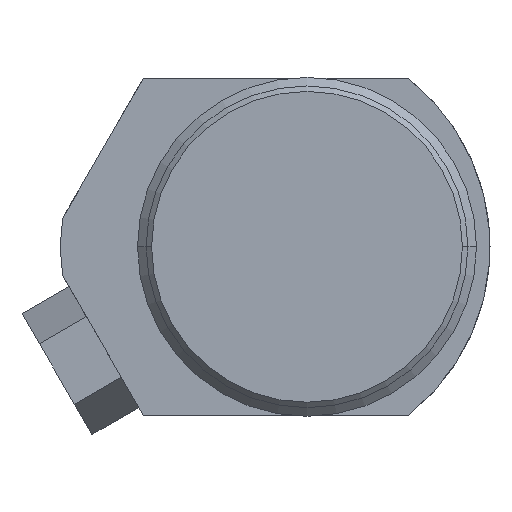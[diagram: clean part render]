
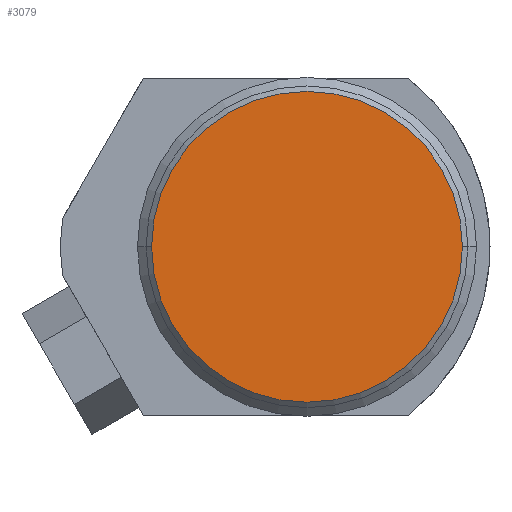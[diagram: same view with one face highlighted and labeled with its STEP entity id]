
A CAD part, left-side view. The second image highlights one B-rep face of the part: STEP entity #3079.
In plain terms, the highlighted planar face has unit normal (-1, 0, 0).
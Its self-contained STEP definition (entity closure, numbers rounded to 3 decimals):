
#1503=CARTESIAN_POINT('',(-78.943,-4.445,0.));
#1504=DIRECTION('',(-1.,0.,0.));
#1505=DIRECTION('',(0.,1.,0.));
#1506=AXIS2_PLACEMENT_3D('',#1503,#1504,#1505);
#1533=CARTESIAN_POINT('',(-78.943,-4.445,0.));
#1534=DIRECTION('',(1.,0.,0.));
#1535=DIRECTION('',(0.,1.,0.));
#1536=AXIS2_PLACEMENT_3D('',#1533,#1534,#1535);
#1817=CARTESIAN_POINT('',(-78.943,17.399,0.));
#1818=CARTESIAN_POINT('',(-78.943,-26.289,0.));
#1819=VERTEX_POINT('',#1817);
#1820=VERTEX_POINT('',#1818);
#3069=CARTESIAN_POINT('',(-78.943,0.,0.));
#3070=DIRECTION('',(1.,0.,0.));
#3071=DIRECTION('',(0.,0.,-1.));
#3072=AXIS2_PLACEMENT_3D('',#3069,#3070,#3071);
#3073=PLANE('',#3072);
#3074=ORIENTED_EDGE('',*,*,#3059,.F.);
#3076=ORIENTED_EDGE('',*,*,#3075,.T.);
#3077=EDGE_LOOP('',(#3074,#3076));
#3078=FACE_OUTER_BOUND('',#3077,.F.);
#1507=CIRCLE('',#1506,21.844);
#1537=CIRCLE('',#1536,21.844);
#3059=EDGE_CURVE('',#1819,#1820,#1507,.T.);
#3075=EDGE_CURVE('',#1819,#1820,#1537,.T.);
#3079=ADVANCED_FACE('',(#3078),#3073,.F.);
